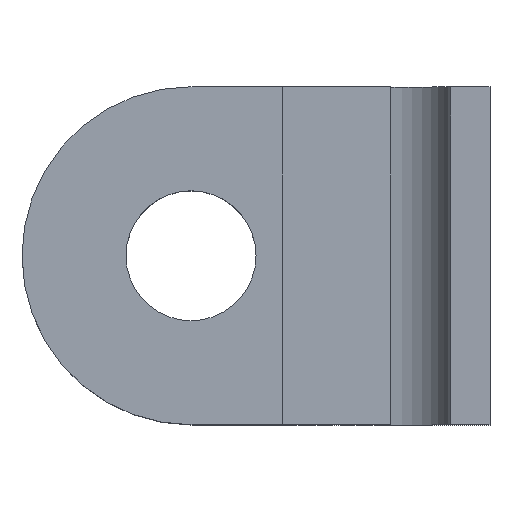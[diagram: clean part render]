
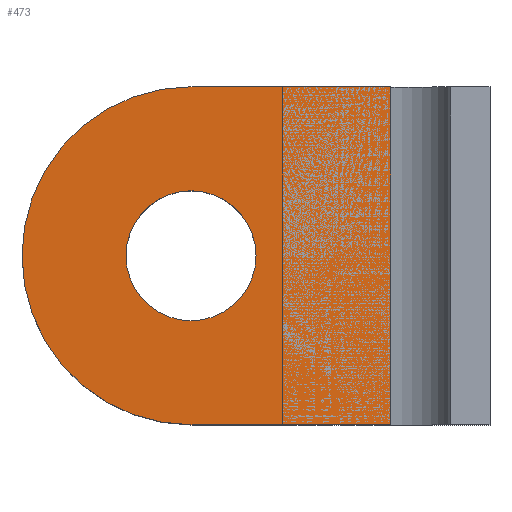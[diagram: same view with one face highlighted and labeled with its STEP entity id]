
A CAD part, top view. The second image highlights one B-rep face of the part: STEP entity #473.
In plain terms, the highlighted planar face has unit normal (0, 0, 1).
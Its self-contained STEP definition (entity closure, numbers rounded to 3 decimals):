
#26=FACE_BOUND('',#69,.T.);
#41=FACE_OUTER_BOUND('',#68,.T.);
#68=EDGE_LOOP('',(#372,#373,#374,#375));
#69=EDGE_LOOP('',(#376));
#91=CIRCLE('',#515,6.5);
#92=CIRCLE('',#520,2.5);
#109=LINE('',#709,#159);
#123=LINE('',#741,#173);
#125=LINE('',#747,#175);
#159=VECTOR('',#570,10.);
#173=VECTOR('',#602,10.);
#175=VECTOR('',#610,10.);
#210=VERTEX_POINT('',#705);
#212=VERTEX_POINT('',#708);
#218=VERTEX_POINT('',#726);
#219=VERTEX_POINT('',#728);
#222=VERTEX_POINT('',#743);
#257=EDGE_CURVE('',#212,#210,#109,.T.);
#267=EDGE_CURVE('',#219,#218,#91,.T.);
#274=EDGE_CURVE('',#218,#212,#123,.T.);
#275=EDGE_CURVE('',#222,#222,#92,.T.);
#277=EDGE_CURVE('',#210,#219,#125,.T.);
#372=ORIENTED_EDGE('',*,*,#257,.T.);
#373=ORIENTED_EDGE('',*,*,#277,.T.);
#374=ORIENTED_EDGE('',*,*,#267,.T.);
#375=ORIENTED_EDGE('',*,*,#274,.T.);
#376=ORIENTED_EDGE('',*,*,#275,.T.);
#451=PLANE('',#522);
#473=ADVANCED_FACE('',(#41,#26),#451,.T.);
#515=AXIS2_PLACEMENT_3D('',#729,#588,#589);
#520=AXIS2_PLACEMENT_3D('',#744,#605,#606);
#522=AXIS2_PLACEMENT_3D('',#748,#611,#612);
#570=DIRECTION('',(0.,1.,0.));
#588=DIRECTION('center_axis',(0.,0.,1.));
#589=DIRECTION('ref_axis',(1.,0.,0.));
#602=DIRECTION('',(1.,0.,0.));
#605=DIRECTION('center_axis',(0.,0.,-1.));
#606=DIRECTION('ref_axis',(1.,0.,0.));
#610=DIRECTION('',(-1.,0.,0.));
#611=DIRECTION('center_axis',(0.,0.,1.));
#612=DIRECTION('ref_axis',(1.,0.,0.));
#705=CARTESIAN_POINT('',(7.675,6.5,8.));
#708=CARTESIAN_POINT('',(7.675,-6.5,8.));
#709=CARTESIAN_POINT('',(7.675,-3.25,8.));
#726=CARTESIAN_POINT('',(0.,-6.5,8.));
#728=CARTESIAN_POINT('',(0.,6.5,8.));
#729=CARTESIAN_POINT('Origin',(0.,0.,8.));
#741=CARTESIAN_POINT('',(11.5,-6.5,8.));
#743=CARTESIAN_POINT('',(-2.5,0.,8.));
#744=CARTESIAN_POINT('Origin',(0.,0.,8.));
#747=CARTESIAN_POINT('',(0.,6.5,8.));
#748=CARTESIAN_POINT('Origin',(2.5,0.,8.));
